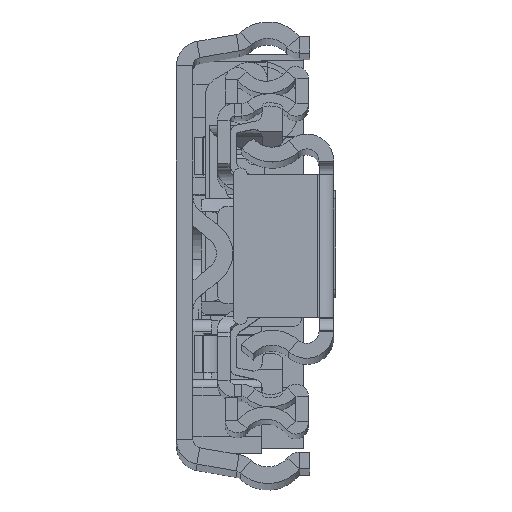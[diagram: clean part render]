
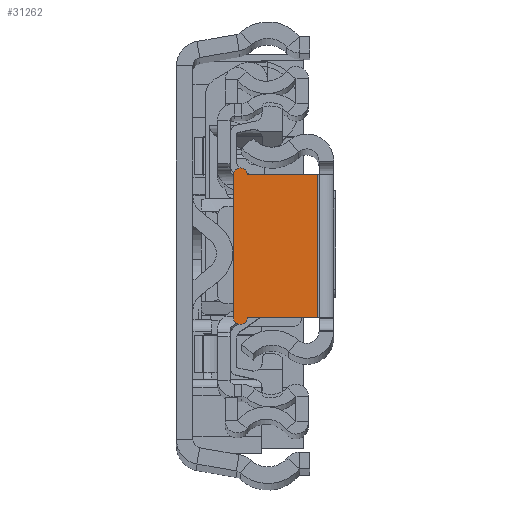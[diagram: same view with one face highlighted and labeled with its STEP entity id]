
A CAD part, top view. The second image highlights one B-rep face of the part: STEP entity #31262.
In plain terms, the highlighted planar face has unit normal (0, 0, 1).
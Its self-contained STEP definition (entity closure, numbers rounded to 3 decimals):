
#1908 = DIRECTION ( 'NONE',  ( -1., 0., 0. ) ) ;
#3194 = VERTEX_POINT ( 'NONE', #44471 ) ;
#4034 = CARTESIAN_POINT ( 'NONE',  ( -12.2, 8.65, 0. ) ) ;
#5825 = VERTEX_POINT ( 'NONE', #45343 ) ;
#6112 = DIRECTION ( 'NONE',  ( -1., 0., 0. ) ) ;
#6378 = VERTEX_POINT ( 'NONE', #6530 ) ;
#6530 = CARTESIAN_POINT ( 'NONE',  ( -2., -8.65, 0. ) ) ;
#7230 = ORIENTED_EDGE ( 'NONE', *, *, #26240, .F. ) ;
#7514 = AXIS2_PLACEMENT_3D ( 'NONE', #42221, #17367, #24866 ) ;
#8393 = VECTOR ( 'NONE', #45611, 1000. ) ;
#8689 = VERTEX_POINT ( 'NONE', #29552 ) ;
#10701 = VECTOR ( 'NONE', #1908, 1000. ) ;
#11130 = AXIS2_PLACEMENT_3D ( 'NONE', #23406, #12384, #13296 ) ;
#11839 = CIRCLE ( 'NONE', #29104, 0.85 ) ;
#12384 = DIRECTION ( 'NONE',  ( 0., 0., 1. ) ) ;
#12707 = CARTESIAN_POINT ( 'NONE',  ( -10.5, 8.65, 0. ) ) ;
#13296 = DIRECTION ( 'NONE',  ( 1., 0., 0. ) ) ;
#13518 = CIRCLE ( 'NONE', #7514, 0.85 ) ;
#15518 = EDGE_LOOP ( 'NONE', ( #7230, #40248, #22473, #20921, #41353, #21500 ) ) ;
#16876 = CARTESIAN_POINT ( 'NONE',  ( -12.2, 8.65, 0. ) ) ;
#16999 = CARTESIAN_POINT ( 'NONE',  ( -1.8, 8.65, 0. ) ) ;
#17367 = DIRECTION ( 'NONE',  ( 0., 0., 1. ) ) ;
#19760 = DIRECTION ( 'NONE',  ( 0., 0., 1. ) ) ;
#20165 = DIRECTION ( 'NONE',  ( 0., 1., 0. ) ) ;
#20902 = LINE ( 'NONE', #42026, #10701 ) ;
#20921 = ORIENTED_EDGE ( 'NONE', *, *, #27244, .T. ) ;
#20968 = LINE ( 'NONE', #35277, #37177 ) ;
#21500 = ORIENTED_EDGE ( 'NONE', *, *, #32648, .T. ) ;
#22473 = ORIENTED_EDGE ( 'NONE', *, *, #45103, .F. ) ;
#23406 = CARTESIAN_POINT ( 'NONE',  ( 0., 0., 0. ) ) ;
#24046 = LINE ( 'NONE', #16999, #8393 ) ;
#24866 = DIRECTION ( 'NONE',  ( 1., 0., 0. ) ) ;
#26240 = EDGE_CURVE ( 'NONE', #3194, #43685, #38445, .T. ) ;
#27244 = EDGE_CURVE ( 'NONE', #6378, #8689, #20968, .T. ) ;
#29104 = AXIS2_PLACEMENT_3D ( 'NONE', #38279, #19760, #6112 ) ;
#29481 = EDGE_CURVE ( 'NONE', #3194, #5825, #11839, .T. ) ;
#29495 = VERTEX_POINT ( 'NONE', #12707 ) ;
#29552 = CARTESIAN_POINT ( 'NONE',  ( -2., 8.65, 0. ) ) ;
#31262 = ADVANCED_FACE ( 'NONE', ( #38171 ), #41223, .T. ) ;
#31766 = DIRECTION ( 'NONE',  ( 0., 1., 0. ) ) ;
#32648 = EDGE_CURVE ( 'NONE', #29495, #43685, #13518, .T. ) ;
#35277 = CARTESIAN_POINT ( 'NONE',  ( -2., 0., 0. ) ) ;
#37177 = VECTOR ( 'NONE', #31766, 1000. ) ;
#37863 = VECTOR ( 'NONE', #20165, 1000. ) ;
#38171 = FACE_OUTER_BOUND ( 'NONE', #15518, .T. ) ;
#38279 = CARTESIAN_POINT ( 'NONE',  ( -11.35, -8.65, 0. ) ) ;
#38445 = LINE ( 'NONE', #16876, #37863 ) ;
#40248 = ORIENTED_EDGE ( 'NONE', *, *, #29481, .T. ) ;
#41223 = PLANE ( 'NONE',  #11130 ) ;
#41353 = ORIENTED_EDGE ( 'NONE', *, *, #42812, .F. ) ;
#42026 = CARTESIAN_POINT ( 'NONE',  ( -12.2, -8.65, 0. ) ) ;
#42221 = CARTESIAN_POINT ( 'NONE',  ( -11.35, 8.65, 0. ) ) ;
#42812 = EDGE_CURVE ( 'NONE', #29495, #8689, #24046, .T. ) ;
#43685 = VERTEX_POINT ( 'NONE', #4034 ) ;
#44471 = CARTESIAN_POINT ( 'NONE',  ( -12.2, -8.65, 0. ) ) ;
#45103 = EDGE_CURVE ( 'NONE', #6378, #5825, #20902, .T. ) ;
#45343 = CARTESIAN_POINT ( 'NONE',  ( -10.5, -8.65, 0. ) ) ;
#45611 = DIRECTION ( 'NONE',  ( 1., 0., 0. ) ) ;
